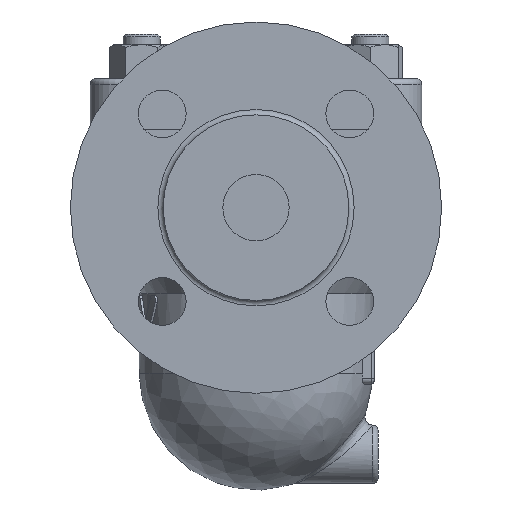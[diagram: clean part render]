
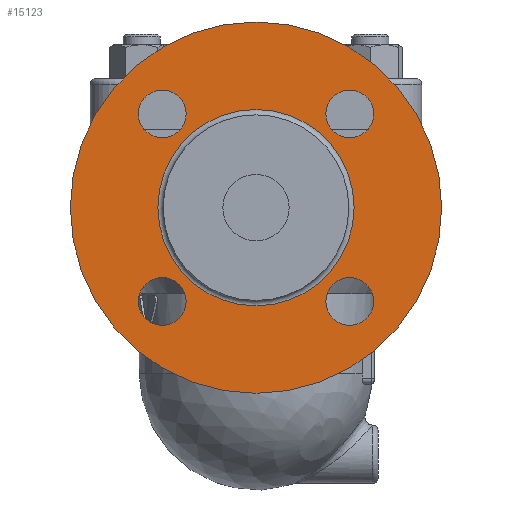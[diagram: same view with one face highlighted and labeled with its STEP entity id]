
A CAD part, left-side view. The second image highlights one B-rep face of the part: STEP entity #15123.
In plain terms, the highlighted planar face has unit normal (-1, 0, 0).
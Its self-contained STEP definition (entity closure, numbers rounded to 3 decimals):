
#14977=CARTESIAN_POINT('',(-133.5,0.0,69.));
#14978=VERTEX_POINT('',#14977);
#14979=CARTESIAN_POINT('',(-133.5,0.0,-1.));
#14980=DIRECTION('',(-1.0,0.0,0.0));
#14981=DIRECTION('',(0.0,0.0,1.0));
#14982=AXIS2_PLACEMENT_3D('',#14979,#14980,#14981);
#14983=CIRCLE('',#14982,70.0);
#14984=EDGE_CURVE('',#14978,#14978,#14983,.T.);
#15020=CARTESIAN_POINT('',(-133.5,-35.355,25.355));
#15021=VERTEX_POINT('',#15020);
#15022=CARTESIAN_POINT('',(-133.5,-35.355,34.355));
#15023=DIRECTION('',(1.0,0.0,0.0));
#15024=DIRECTION('',(0.0,0.0,-1.0));
#15025=AXIS2_PLACEMENT_3D('',#15022,#15023,#15024);
#15026=CIRCLE('',#15025,9.0);
#15027=EDGE_CURVE('',#15021,#15021,#15026,.T.);
#15040=CARTESIAN_POINT('',(-133.5,26.355,34.355));
#15041=VERTEX_POINT('',#15040);
#15042=CARTESIAN_POINT('',(-133.5,35.355,34.355));
#15043=DIRECTION('',(1.0,0.0,0.0));
#15044=DIRECTION('',(0.0,-1.0,0.0));
#15045=AXIS2_PLACEMENT_3D('',#15042,#15043,#15044);
#15046=CIRCLE('',#15045,9.0);
#15047=EDGE_CURVE('',#15041,#15041,#15046,.T.);
#15060=CARTESIAN_POINT('',(-133.5,35.355,-27.355));
#15061=VERTEX_POINT('',#15060);
#15062=CARTESIAN_POINT('',(-133.5,35.355,-36.355));
#15063=DIRECTION('',(1.0,0.0,0.0));
#15064=DIRECTION('',(0.0,0.0,1.0));
#15065=AXIS2_PLACEMENT_3D('',#15062,#15063,#15064);
#15066=CIRCLE('',#15065,9.0);
#15067=EDGE_CURVE('',#15061,#15061,#15066,.T.);
#15080=CARTESIAN_POINT('',(-133.5,-26.355,-36.355));
#15081=VERTEX_POINT('',#15080);
#15082=CARTESIAN_POINT('',(-133.5,-35.355,-36.355));
#15083=DIRECTION('',(1.0,0.0,0.0));
#15084=DIRECTION('',(0.0,1.0,0.0));
#15085=AXIS2_PLACEMENT_3D('',#15082,#15083,#15084);
#15086=CIRCLE('',#15085,9.0);
#15087=EDGE_CURVE('',#15081,#15081,#15086,.T.);
#15092=CARTESIAN_POINT('',(-133.5,0.0,51.5));
#15093=DIRECTION('',(1.0,0.0,0.0));
#15094=DIRECTION('',(0.0,0.0,-1.0));
#15095=AXIS2_PLACEMENT_3D('',#15092,#15093,#15094);
#15096=PLANE('',#15095);
#15097=ORIENTED_EDGE('',*,*,#14984,.T.);
#15098=EDGE_LOOP('',(#15097));
#15099=FACE_OUTER_BOUND('',#15098,.T.);
#15100=ORIENTED_EDGE('',*,*,#15027,.T.);
#15101=EDGE_LOOP('',(#15100));
#15102=FACE_BOUND('',#15101,.T.);
#15103=ORIENTED_EDGE('',*,*,#15047,.T.);
#15104=EDGE_LOOP('',(#15103));
#15105=FACE_BOUND('',#15104,.T.);
#15106=ORIENTED_EDGE('',*,*,#15067,.T.);
#15107=EDGE_LOOP('',(#15106));
#15108=FACE_BOUND('',#15107,.T.);
#15109=ORIENTED_EDGE('',*,*,#15087,.T.);
#15110=EDGE_LOOP('',(#15109));
#15111=FACE_BOUND('',#15110,.T.);
#15112=CARTESIAN_POINT('',(-133.5,0.0,36.));
#15113=VERTEX_POINT('',#15112);
#15114=CARTESIAN_POINT('',(-133.5,0.0,-1.));
#15115=DIRECTION('',(-1.0,0.0,0.0));
#15116=DIRECTION('',(0.0,0.0,-1.0));
#15117=AXIS2_PLACEMENT_3D('',#15114,#15115,#15116);
#15118=CIRCLE('',#15117,37.);
#15119=EDGE_CURVE('',#15113,#15113,#15118,.T.);
#15120=ORIENTED_EDGE('',*,*,#15119,.F.);
#15121=EDGE_LOOP('',(#15120));
#15122=FACE_BOUND('',#15121,.T.);
#15123=ADVANCED_FACE('',(#15099,#15102,#15105,#15108,#15111,#15122),#15096,.F.);
